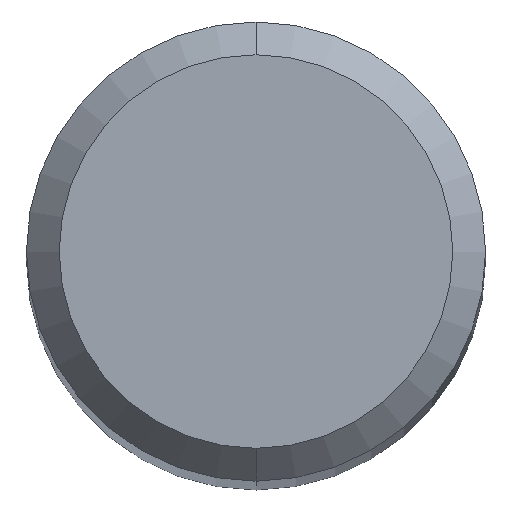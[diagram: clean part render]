
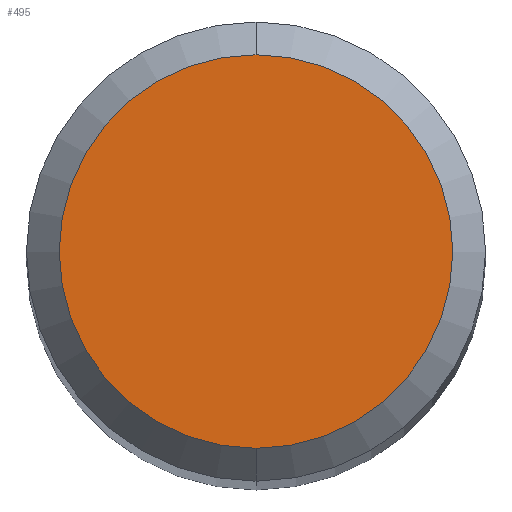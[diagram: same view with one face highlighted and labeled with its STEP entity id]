
A CAD part, top view. The second image highlights one B-rep face of the part: STEP entity #495.
In plain terms, the highlighted planar face has unit normal (0, 0, 1).
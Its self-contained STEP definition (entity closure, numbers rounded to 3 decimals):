
#231=VERTEX_POINT('',#590);
#291=EDGE_CURVE('',#231,#425,#656,.T.);
#335=EDGE_CURVE('',#425,#231,#704,.T.);
#425=VERTEX_POINT('',#801);
#495=ADVANCED_FACE('',(#879),#880,.T.);
#590=CARTESIAN_POINT('',(0.,-1.2,0.0));
#656=CIRCLE('',#1112,1.2);
#704=CIRCLE('',#1213,1.2);
#801=CARTESIAN_POINT('',(0.0,1.2,0.0));
#879=FACE_OUTER_BOUND('',#1575,.T.);
#880=PLANE('',#1576);
#1112=AXIS2_PLACEMENT_3D('',#1772,#1773,#1774);
#1213=AXIS2_PLACEMENT_3D('',#1824,#1825,#1826);
#1575=EDGE_LOOP('',(#2002,#2003));
#1576=AXIS2_PLACEMENT_3D('',#2004,#2005,#2006);
#1772=CARTESIAN_POINT('',(0.0,0.0,0.0));
#1773=DIRECTION('',(0.0,0.0,-1.0));
#1774=DIRECTION('',(0.0,1.0,0.0));
#1824=CARTESIAN_POINT('',(0.0,0.0,0.0));
#1825=DIRECTION('',(0.0,0.0,-1.0));
#1826=DIRECTION('',(0.0,1.0,0.0));
#2002=ORIENTED_EDGE('',*,*,#335,.F.);
#2003=ORIENTED_EDGE('',*,*,#291,.F.);
#2004=CARTESIAN_POINT('',(0.0,0.6,0.0));
#2005=DIRECTION('',(-0.0,0.0,1.0));
#2006=DIRECTION('',(0.0,-1.0,0.0));
